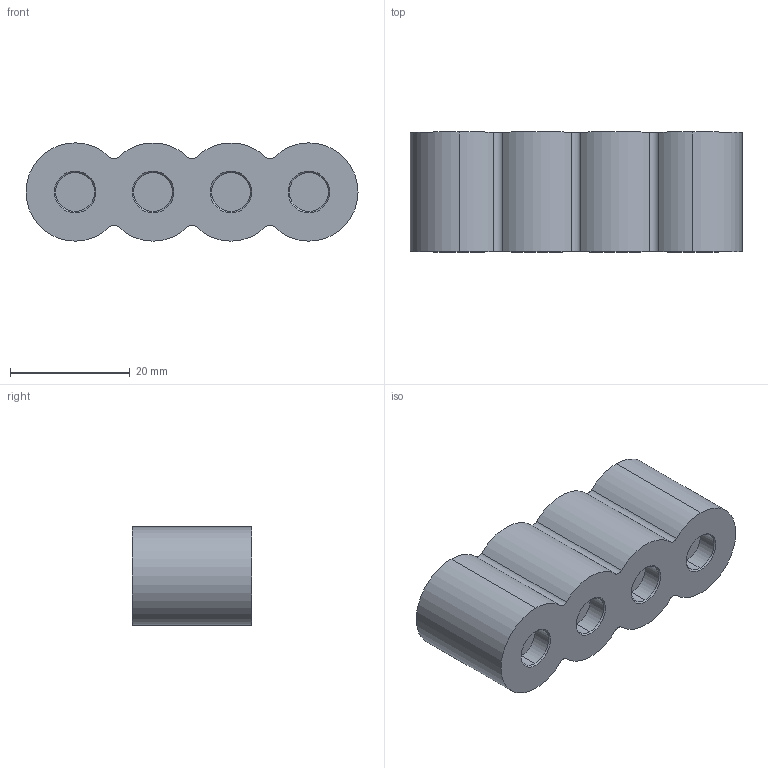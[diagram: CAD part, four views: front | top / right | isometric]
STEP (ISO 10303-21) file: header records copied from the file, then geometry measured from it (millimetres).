
FILE_DESCRIPTION (( 'STEP AP203' ), '1' );
FILE_NAME ('TR_damper_mold.STEP', '2018-05-20T18:59:40', ( '' ), ( '' ), 'SwSTEP 2.0', 'SolidWorks 2017', '' );
FILE_SCHEMA (( 'CONFIG_CONTROL_DESIGN' ));
Length unit declared in the file: millimetre
Products named in the file (1): TR_damper_mold
Bounding box: 55.4 x 20 x 16.4 mm (x, y, z)
Volume: 9292.6 mm3; surface area: 7142.7 mm2
Topology: 1 solids, 1 shells, 79 faces, 175 edges, 114 vertices
Faces by surface type: cylinder 53, plane 18, cone 8
Entity records: 2316 total; most frequent: DIRECTION 449, CARTESIAN_POINT 369, ORIENTED_EDGE 350, AXIS2_PLACEMENT_3D 194, EDGE_CURVE 175, VERTEX_POINT 114, CIRCLE 114, EDGE_LOOP 95
